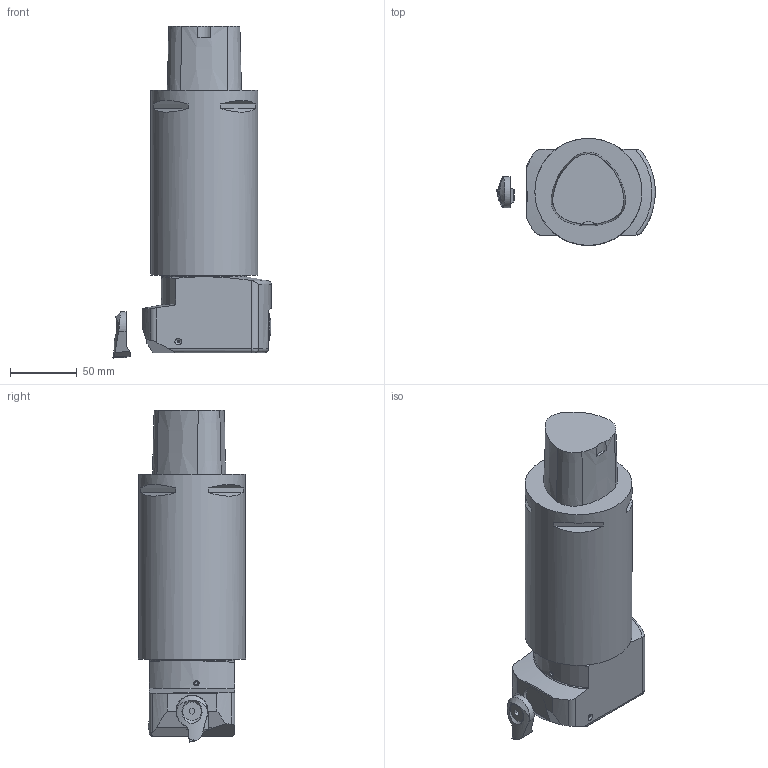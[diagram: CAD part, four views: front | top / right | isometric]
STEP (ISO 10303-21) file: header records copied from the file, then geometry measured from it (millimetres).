
FILE_DESCRIPTION(/* description */ (''),/* implementation_level */ '2;1');
FILE_NAME(/* name */ '1566813543110.stp',/* time_stamp */ '2019-08-26T11:59:09+02:00',/* author */ (''),/* organization */ ('SMS'),/* preprocessor_version */ 'ST-DEVELOPER v16.7',/* originating_system */ 'SIEMENS PLM Software NX 12.0',/* authorisation */ '');
FILE_SCHEMA (('AUTOMOTIVE_DESIGN { 1 0 10303 214 3 1 1 1 }'));
Length unit declared in the file: millimetre
Products named in the file (7): ASSEMBLY_CONSTRUCTION; IsoTurningInsert; 201964712mod000_00; 111166836mod000_01; 111169134mod000_01; 111164805mod000_01
Assembly tree (6 placements, depth 3):
  111164805mod000_01
    111169134mod000_01
      201964712mod000_00
      IsoTurningInsert
      ASSEMBLY_CONSTRUCTION
    111166836mod000_01
    ASSEMBLY_CONSTRUCTION
Bounding box: 118.46 x 80 x 248 mm (x, y, z)
Volume: 1102872.2 mm3; surface area: 88866 mm2
Topology: 4 solids, 5 shells, 418 faces, 1170 edges, 787 vertices
Faces by surface type: plane 296, cone 72, cylinder 37, torus 8, bspline 3, sphere 2
Full cylindrical faces by diameter (mm): 1.5 x1, 2.8 x2, 4 x1, 4.7 x1, 8.5 x1, 9.5 x2, 10 x1, 13.9 x1, 24 x2, 62.985 x1, 80 x1
Entity records: 13926 total; most frequent: CARTESIAN_POINT 3468, ORIENTED_EDGE 2242, DIRECTION 1922, EDGE_CURVE 1121, VERTEX_POINT 758, AXIS2_PLACEMENT_3D 663, LINE 596, VECTOR 596
